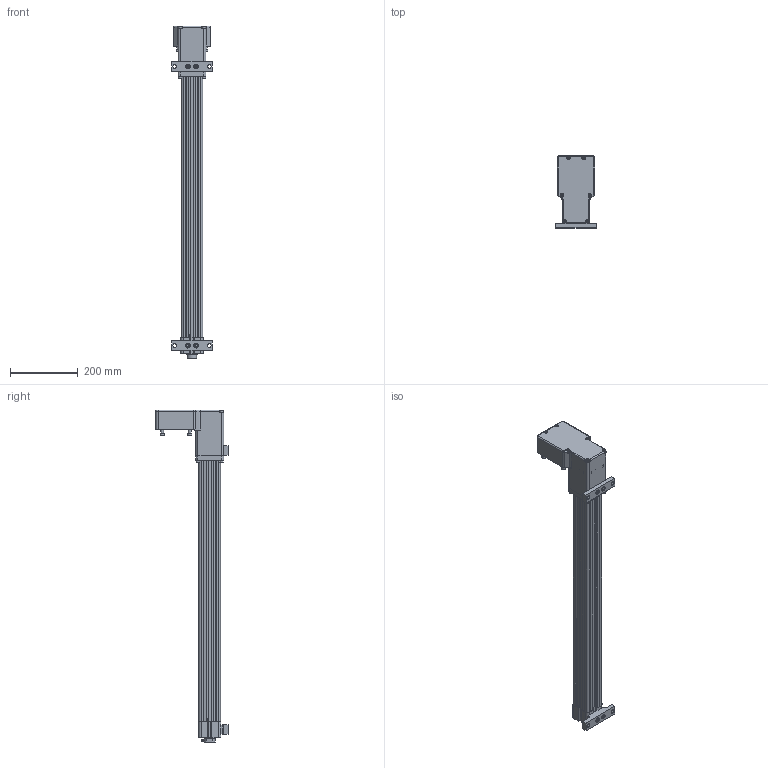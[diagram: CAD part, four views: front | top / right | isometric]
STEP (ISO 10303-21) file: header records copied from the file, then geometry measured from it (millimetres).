
FILE_DESCRIPTION (( 'STEP AP203' ), '1' );
FILE_NAME ('RS-492657-1.step', '2025-07-11T19:48:29', ( '' ), ( '' ), 'SwSTEP 2.0', 'SolidWorks 2024', '' );
FILE_SCHEMA (( 'CONFIG_CONTROL_DESIGN' ));
Length unit declared in the file: inch
Products named in the file (5): Base_RS-492657-1; tempJoin0_11329302_RS-492657-1; RS-492657-1; tempJoin0_11329375_RS-492657-1; tempJoin1_11329375_RS-492657-1
Assembly tree (4 placements, depth 2):
  RS-492657-1
    tempJoin0_11329375_RS-492657-1
    tempJoin1_11329375_RS-492657-1
    tempJoin0_11329302_RS-492657-1
    Base_RS-492657-1
Bounding box: 120.65 x 212.72 x 979.53 mm (x, y, z)
Volume: 3723436.6 mm3; surface area: 713522.7 mm2
Topology: 6 solids, 25 shells, 1162 faces, 2784 edges, 1782 vertices
Faces by surface type: plane 689, cylinder 326, cone 132, torus 14, bspline 1
Full cylindrical faces by diameter (mm): 3.277 x4, 3.3 x4, 4.763 x4, 5 x12, 5.105 x4, 6 x6, 6.477 x1, 6.528 x4, 6.756 x8, 6.76 x6, 7.938 x4, 8 x8, 8.738 x4, 9.921 x1, 10 x20, 10.719 x6, 11.1 x4, 11.176 x4, 11.908 x4, 11.938 x4, 13 x4, 14.224 x4, 28.423 x2, 28.575 x2, 31.521 x1, 31.699 x1, 31.75 x1, 35.992 x1, 38.1 x1, 39.675 x2
Entity records: 32354 total; most frequent: CARTESIAN_POINT 5861, DIRECTION 5586, ORIENTED_EDGE 4870, EDGE_CURVE 2435, AXIS2_PLACEMENT_3D 2058, VERTEX_POINT 1675, EDGE_LOOP 1538, VECTOR 1470
